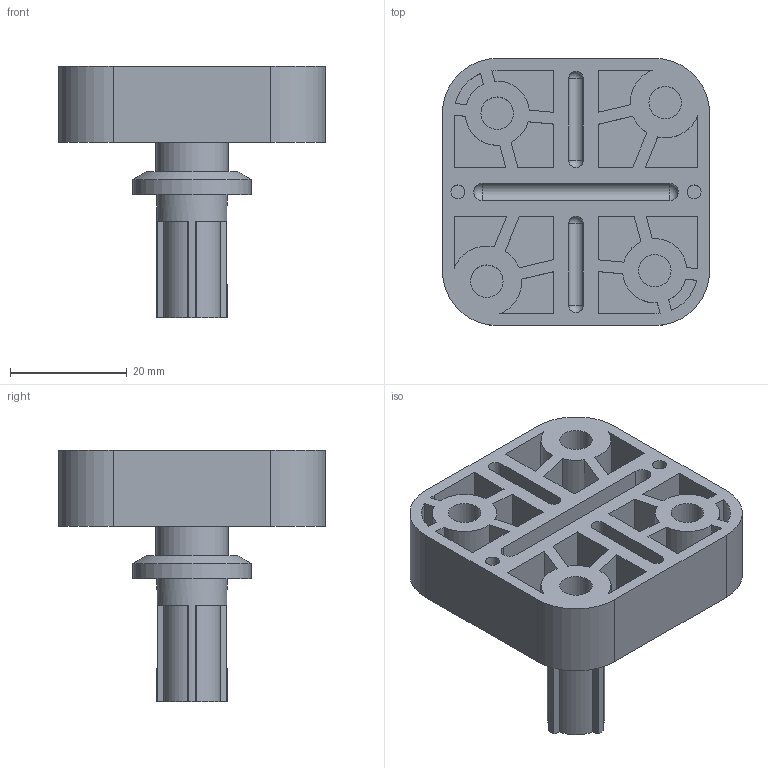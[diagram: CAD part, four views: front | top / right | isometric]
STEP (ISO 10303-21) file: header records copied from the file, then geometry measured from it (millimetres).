
FILE_DESCRIPTION(/* description */ (''),/* implementation_level */ '2;1');
FILE_NAME(/* name */ 'QB-BASE175-Q (14L203CK_07).stp',/* time_stamp */ '2015-10-22T10:39:34-04:00',/* author */ (''),/* organization */ (''),/* preprocessor_version */ 'ST-DEVELOPER v15',/* originating_system */ 'SIEMENS PLM Software NX 8.5',/* authorisation */ '');
FILE_SCHEMA (('CONFIG_CONTROL_DESIGN'));
Length unit declared in the file: inch
Products named in the file (1): 14L203CK_07
Bounding box: 45.7 x 45.7 x 43 mm (x, y, z)
Volume: 20562 mm3; surface area: 14293.8 mm2
Topology: 1 solids, 1 shells, 146 faces, 354 edges, 230 vertices
Faces by surface type: plane 95, cylinder 44, sphere 6, cone 1
Full cylindrical faces by diameter (mm): 2.383 x2, 5.563 x4, 12.002 x1, 12.319 x1, 20.32 x1
Entity records: 4184 total; most frequent: DIRECTION 720, CARTESIAN_POINT 699, ORIENTED_EDGE 660, EDGE_CURVE 330, AXIS2_PLACEMENT_3D 243, LINE 234, VECTOR 234, VERTEX_POINT 222
